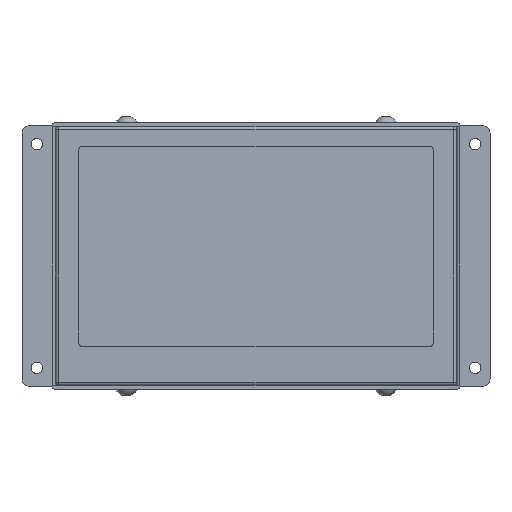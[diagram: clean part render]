
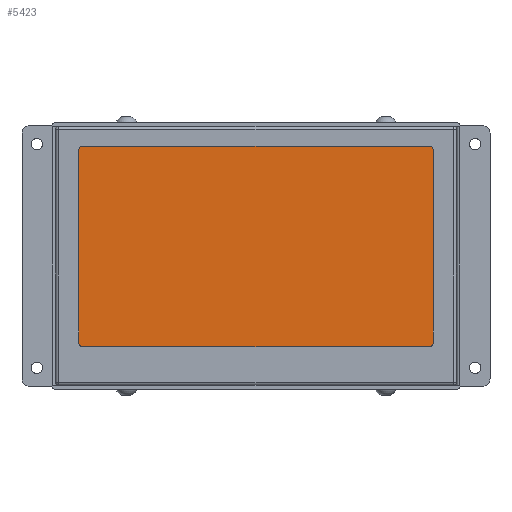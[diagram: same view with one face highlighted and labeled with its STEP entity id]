
A CAD part, top view. The second image highlights one B-rep face of the part: STEP entity #5423.
In plain terms, the highlighted planar face has unit normal (0, 0, 1).
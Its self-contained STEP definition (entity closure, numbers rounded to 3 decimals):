
#5294 = VERTEX_POINT('',#5295);
#5295 = CARTESIAN_POINT('',(-49.384,31.169,3.));
#5301 = EDGE_CURVE('',#5294,#5302,#5304,.T.);
#5302 = VERTEX_POINT('',#5303);
#5303 = CARTESIAN_POINT('',(49.149,31.169,3.));
#5304 = LINE('',#5305,#5306);
#5305 = CARTESIAN_POINT('',(-49.384,31.169,3.));
#5306 = VECTOR('',#5307,1.);
#5307 = DIRECTION('',(1.,0.,0.));
#5332 = EDGE_CURVE('',#5302,#5333,#5335,.T.);
#5333 = VERTEX_POINT('',#5334);
#5334 = CARTESIAN_POINT('',(49.149,-27.539,3.));
#5335 = LINE('',#5336,#5337);
#5336 = CARTESIAN_POINT('',(49.149,31.169,3.));
#5337 = VECTOR('',#5338,1.);
#5338 = DIRECTION('',(0.,-1.,0.));
#5363 = EDGE_CURVE('',#5333,#5364,#5366,.T.);
#5364 = VERTEX_POINT('',#5365);
#5365 = CARTESIAN_POINT('',(-49.384,-27.539,3.));
#5366 = LINE('',#5367,#5368);
#5367 = CARTESIAN_POINT('',(49.149,-27.539,3.));
#5368 = VECTOR('',#5369,1.);
#5369 = DIRECTION('',(-1.,0.,0.));
#5394 = EDGE_CURVE('',#5364,#5294,#5395,.T.);
#5395 = LINE('',#5396,#5397);
#5396 = CARTESIAN_POINT('',(-49.384,-27.539,3.));
#5397 = VECTOR('',#5398,1.);
#5398 = DIRECTION('',(0.,1.,0.));
#5423 = ADVANCED_FACE('',(#5424),#5430,.F.);
#5424 = FACE_BOUND('',#5425,.F.);
#5425 = EDGE_LOOP('',(#5426,#5427,#5428,#5429));
#5426 = ORIENTED_EDGE('',*,*,#5301,.T.);
#5427 = ORIENTED_EDGE('',*,*,#5332,.T.);
#5428 = ORIENTED_EDGE('',*,*,#5363,.T.);
#5429 = ORIENTED_EDGE('',*,*,#5394,.T.);
#5430 = PLANE('',#5431);
#5431 = AXIS2_PLACEMENT_3D('',#5432,#5433,#5434);
#5432 = CARTESIAN_POINT('',(-0.118,1.815,3.));
#5433 = DIRECTION('',(-0.,-0.,-1.));
#5434 = DIRECTION('',(-1.,0.,0.));
